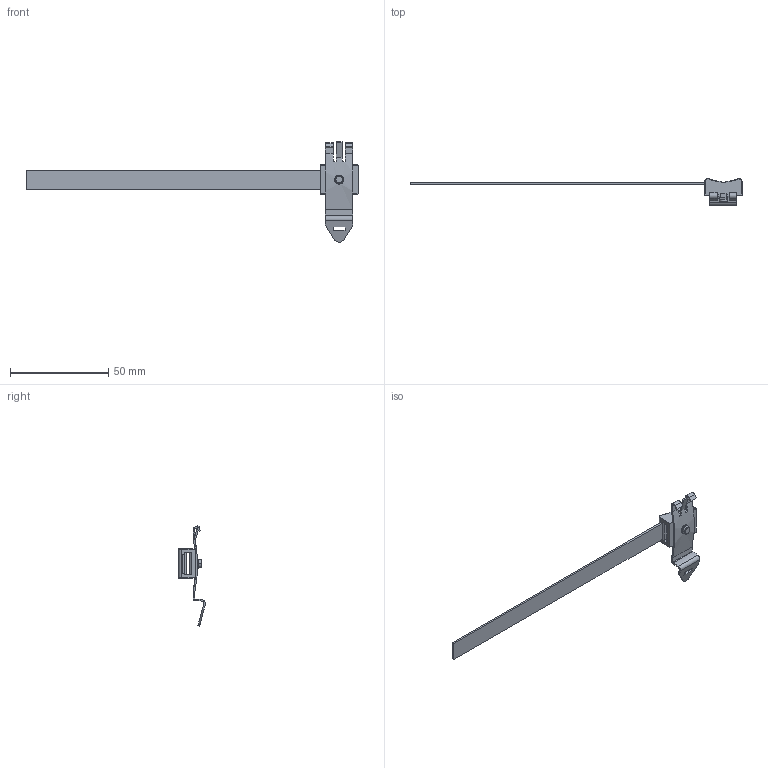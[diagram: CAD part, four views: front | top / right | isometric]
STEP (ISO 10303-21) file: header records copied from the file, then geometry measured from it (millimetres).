
FILE_DESCRIPTION (( 'STEP AP214' ), '1' );
FILE_NAME ('3011-042-150.STEP', '2020-08-31T09:11:55', ( '' ), ( '' ), 'SwSTEP 2.0', 'SolidWorks 2020', '' );
FILE_SCHEMA (( 'AUTOMOTIVE_DESIGN' ));
Length unit declared in the file: millimetre
Products named in the file (1): 3011-042-150
Bounding box: 169 x 13.69 x 51.03 mm (x, y, z)
Volume: 3878.8 mm3; surface area: 6583 mm2
Topology: 4 solids, 4 shells, 136 faces, 347 edges, 220 vertices
Faces by surface type: plane 58, cylinder 52, torus 18, cone 6, bspline 2
Entity records: 7019 total; most frequent: CARTESIAN_POINT 2097, DIRECTION 721, ORIENTED_EDGE 694, EDGE_CURVE 347, AXIS2_PLACEMENT_3D 263, VERTEX_POINT 220, LINE 195, VECTOR 195
